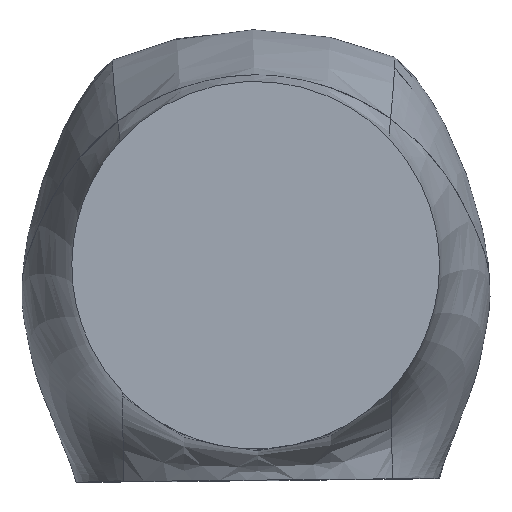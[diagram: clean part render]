
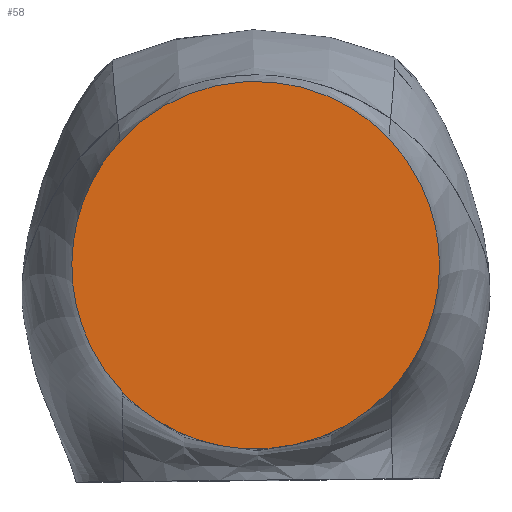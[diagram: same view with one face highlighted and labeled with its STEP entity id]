
A CAD part, top view. The second image highlights one B-rep face of the part: STEP entity #58.
In plain terms, the highlighted planar face has unit normal (0, 0, 1).
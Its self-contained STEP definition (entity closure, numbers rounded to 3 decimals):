
#58=ADVANCED_FACE('',(#95),#621,.T.);
#95=FACE_OUTER_BOUND('',#132,.T.);
#132=EDGE_LOOP('',(#190,#191,#192,#193));
#190=ORIENTED_EDGE('',*,*,#372,.F.);
#191=ORIENTED_EDGE('',*,*,#373,.F.);
#192=ORIENTED_EDGE('',*,*,#374,.F.);
#193=ORIENTED_EDGE('',*,*,#375,.F.);
#372=EDGE_CURVE('',#555,#556,#478,.T.);
#373=EDGE_CURVE('',#559,#555,#479,.T.);
#374=EDGE_CURVE('',#564,#559,#480,.T.);
#375=EDGE_CURVE('',#556,#564,#481,.T.);
#478=B_SPLINE_CURVE_WITH_KNOTS('',3,(#8275,#8276,#8277,#8278,#8279,#8280,
#8281,#8282,#8283,#8284,#8285,#8286,#8287,#8288,#8289,#8290),
 .UNSPECIFIED.,.F.,.F.,(4,2,2,2,2,2,2,4),(-78.264,-58.698,
-48.915,-39.132,-29.349,-19.566,
-9.783,0.),.UNSPECIFIED.);
#479=B_SPLINE_CURVE_WITH_KNOTS('',3,(#8291,#8292,#8293,#8294,#8295,#8296,
#8297,#8298,#8299,#8300,#8301,#8302,#8303,#8304,#8305,#8306),
 .UNSPECIFIED.,.F.,.F.,(4,2,2,2,2,2,2,4),(-85.492,-74.805,
-64.119,-42.746,-32.059,-21.373,
-10.686,0.),.UNSPECIFIED.);
#480=B_SPLINE_CURVE_WITH_KNOTS('',3,(#8307,#8308,#8309,#8310,#8311,#8312,
#8313,#8314,#8315,#8316,#8317,#8318,#8319,#8320,#8321,#8322),
 .UNSPECIFIED.,.F.,.F.,(4,2,2,2,2,2,2,4),(-78.264,-58.698,
-48.915,-39.132,-29.349,-19.566,
-9.783,0.),.UNSPECIFIED.);
#481=B_SPLINE_CURVE_WITH_KNOTS('',3,(#8323,#8324,#8325,#8326,#8327,#8328,
#8329,#8330,#8331,#8332,#8333,#8334,#8335,#8336,#8337,#8338),
 .UNSPECIFIED.,.F.,.F.,(4,2,2,2,2,2,2,4),(-85.492,-74.805,
-64.119,-53.432,-42.746,-21.373,
-10.686,0.),.UNSPECIFIED.);
#555=VERTEX_POINT('',#8000);
#556=VERTEX_POINT('',#8001);
#559=VERTEX_POINT('',#8004);
#564=VERTEX_POINT('',#8009);
#621=PLANE('',#733);
#733=AXIS2_PLACEMENT_3D('',#7996,#744,$);
#744=DIRECTION('',(0.,0.,1.));
#7996=CARTESIAN_POINT('',(-62.094,-62.537,1260.9));
#8000=CARTESIAN_POINT('',(-37.204,-35.848,1260.9));
#8001=CARTESIAN_POINT('',(-37.92,35.08,1260.9));
#8004=CARTESIAN_POINT('',(38.792,-35.08,1260.9));
#8009=CARTESIAN_POINT('',(38.076,35.848,1260.9));
#8275=CARTESIAN_POINT('',(-37.204,-35.848,1260.9));
#8276=CARTESIAN_POINT('',(-41.73,-31.095,1260.9));
#8277=CARTESIAN_POINT('',(-45.306,-25.523,1260.9));
#8278=CARTESIAN_POINT('',(-48.956,-16.515,1260.9));
#8279=CARTESIAN_POINT('',(-49.904,-13.35,1260.9));
#8280=CARTESIAN_POINT('',(-51.175,-6.977,1260.9));
#8281=CARTESIAN_POINT('',(-51.508,-3.759,1260.9));
#8282=CARTESIAN_POINT('',(-51.572,2.738,1260.9));
#8283=CARTESIAN_POINT('',(-51.293,6.03,1260.9));
#8284=CARTESIAN_POINT('',(-50.144,12.408,1260.9));
#8285=CARTESIAN_POINT('',(-49.277,15.526,1260.9));
#8286=CARTESIAN_POINT('',(-46.945,21.62,1260.9));
#8287=CARTESIAN_POINT('',(-45.487,24.563,1260.9));
#8288=CARTESIAN_POINT('',(-42.086,30.068,1260.9));
#8289=CARTESIAN_POINT('',(-40.135,32.659,1260.9));
#8290=CARTESIAN_POINT('',(-37.92,35.08,1260.9));
#8291=CARTESIAN_POINT('',(38.792,-35.08,1260.9));
#8292=CARTESIAN_POINT('',(36.374,-37.725,1260.9));
#8293=CARTESIAN_POINT('',(33.721,-40.082,1260.9));
#8294=CARTESIAN_POINT('',(27.958,-44.238,1260.9));
#8295=CARTESIAN_POINT('',(24.828,-46.037,1260.9));
#8296=CARTESIAN_POINT('',(15.136,-50.357,1260.9));
#8297=CARTESIAN_POINT('',(8.016,-51.907,1260.9));
#8298=CARTESIAN_POINT('',(-2.586,-52.011,1260.9));
#8299=CARTESIAN_POINT('',(-6.172,-51.68,1260.9));
#8300=CARTESIAN_POINT('',(-13.144,-50.299,1260.9));
#8301=CARTESIAN_POINT('',(-16.522,-49.263,1260.9));
#8302=CARTESIAN_POINT('',(-23.061,-46.501,1260.9));
#8303=CARTESIAN_POINT('',(-26.222,-44.762,1260.9));
#8304=CARTESIAN_POINT('',(-32.038,-40.74,1260.9));
#8305=CARTESIAN_POINT('',(-34.732,-38.443,1260.9));
#8306=CARTESIAN_POINT('',(-37.204,-35.848,1260.9));
#8307=CARTESIAN_POINT('',(38.076,35.848,1260.9));
#8308=CARTESIAN_POINT('',(42.602,31.095,1260.9));
#8309=CARTESIAN_POINT('',(46.179,25.523,1260.9));
#8310=CARTESIAN_POINT('',(49.828,16.515,1260.9));
#8311=CARTESIAN_POINT('',(50.777,13.35,1260.9));
#8312=CARTESIAN_POINT('',(52.047,6.977,1260.9));
#8313=CARTESIAN_POINT('',(52.381,3.759,1260.9));
#8314=CARTESIAN_POINT('',(52.445,-2.738,1260.9));
#8315=CARTESIAN_POINT('',(52.166,-6.03,1260.9));
#8316=CARTESIAN_POINT('',(51.017,-12.407,1260.9));
#8317=CARTESIAN_POINT('',(50.149,-15.526,1260.9));
#8318=CARTESIAN_POINT('',(47.818,-21.62,1260.9));
#8319=CARTESIAN_POINT('',(46.359,-24.563,1260.9));
#8320=CARTESIAN_POINT('',(42.959,-30.068,1260.9));
#8321=CARTESIAN_POINT('',(41.007,-32.659,1260.9));
#8322=CARTESIAN_POINT('',(38.792,-35.08,1260.9));
#8323=CARTESIAN_POINT('',(-37.92,35.08,1260.9));
#8324=CARTESIAN_POINT('',(-35.501,37.725,1260.9));
#8325=CARTESIAN_POINT('',(-32.854,40.076,1260.9));
#8326=CARTESIAN_POINT('',(-27.121,44.214,1260.9));
#8327=CARTESIAN_POINT('',(-23.995,46.016,1260.9));
#8328=CARTESIAN_POINT('',(-17.513,48.91,1260.9));
#8329=CARTESIAN_POINT('',(-14.157,50.015,1260.9));
#8330=CARTESIAN_POINT('',(-7.215,51.536,1260.9));
#8331=CARTESIAN_POINT('',(-3.635,51.94,1260.9));
#8332=CARTESIAN_POINT('',(6.966,52.049,1260.9));
#8333=CARTESIAN_POINT('',(14.116,50.643,1260.9));
#8334=CARTESIAN_POINT('',(23.893,46.52,1260.9));
#8335=CARTESIAN_POINT('',(27.059,44.785,1260.9));
#8336=CARTESIAN_POINT('',(32.904,40.746,1260.9));
#8337=CARTESIAN_POINT('',(35.605,38.443,1260.9));
#8338=CARTESIAN_POINT('',(38.076,35.848,1260.9));
